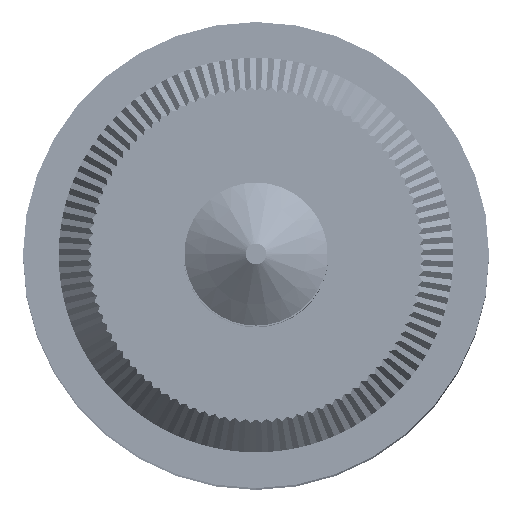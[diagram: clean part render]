
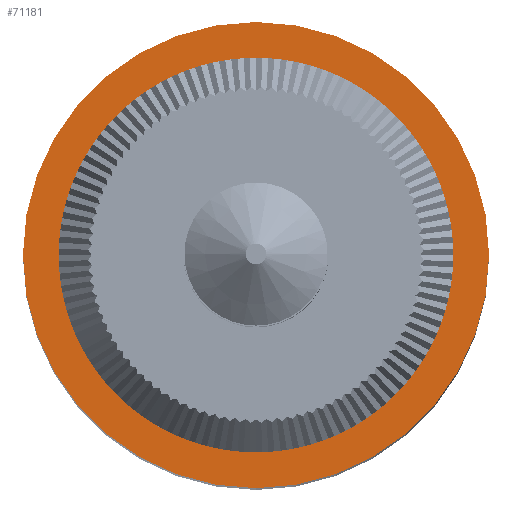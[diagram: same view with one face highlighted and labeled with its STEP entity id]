
A CAD part, top view. The second image highlights one B-rep face of the part: STEP entity #71181.
In plain terms, the highlighted face is planar.
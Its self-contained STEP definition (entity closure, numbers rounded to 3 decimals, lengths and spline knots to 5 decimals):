
#3034=FACE_BOUND('',#12477,.T.);
#3264=CIRCLE('',#77974,0.2216);
#3276=CIRCLE('',#77993,0.1816);
#8327=FACE_OUTER_BOUND('',#12476,.T.);
#12476=EDGE_LOOP('',(#55341));
#12477=EDGE_LOOP('',(#55342));
#28273=VERTEX_POINT('',#171501);
#28281=VERTEX_POINT('',#171558);
#37555=EDGE_CURVE('',#28273,#28273,#3264,.T.);
#37570=EDGE_CURVE('',#28281,#28281,#3276,.T.);
#55341=ORIENTED_EDGE('',*,*,#37555,.F.);
#55342=ORIENTED_EDGE('',*,*,#37570,.T.);
#63979=PLANE('',#77994);
#71181=ADVANCED_FACE('',(#8327,#3034),#63979,.T.);
#77974=AXIS2_PLACEMENT_3D('',#171503,#95260,#95261);
#77993=AXIS2_PLACEMENT_3D('',#171560,#95301,#95302);
#77994=AXIS2_PLACEMENT_3D('',#171561,#95303,#95304);
#95260=DIRECTION('center_axis',(0.,0.,1.));
#95261=DIRECTION('ref_axis',(1.,0.,0.));
#95301=DIRECTION('center_axis',(0.,0.,1.));
#95302=DIRECTION('ref_axis',(1.,0.,0.));
#95303=DIRECTION('center_axis',(0.,0.,-1.));
#95304=DIRECTION('ref_axis',(-1.,0.,0.));
#171501=CARTESIAN_POINT('',(-0.2216,0.,-1.35398));
#171503=CARTESIAN_POINT('Origin',(0.,0.,-1.35398));
#171558=CARTESIAN_POINT('',(-0.1816,0.,-1.35398));
#171560=CARTESIAN_POINT('Origin',(0.,0.,-1.35398));
#171561=CARTESIAN_POINT('Origin',(0.2016,0.,-1.35398));
